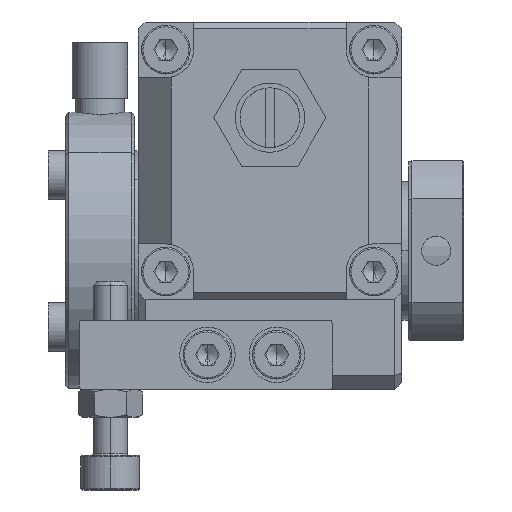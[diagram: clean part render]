
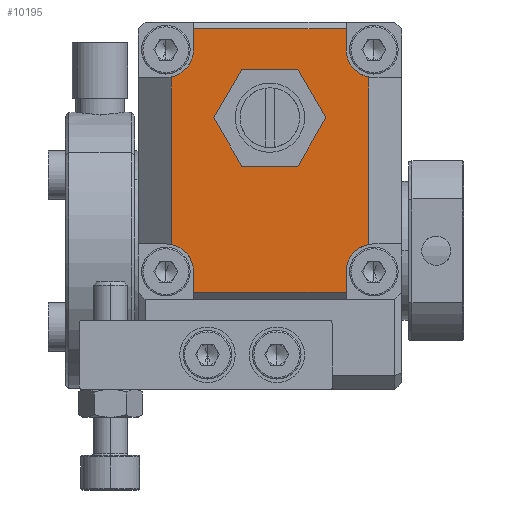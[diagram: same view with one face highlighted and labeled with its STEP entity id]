
A CAD part, left-side view. The second image highlights one B-rep face of the part: STEP entity #10195.
In plain terms, the highlighted face is planar.
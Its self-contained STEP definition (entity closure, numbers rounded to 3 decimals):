
#48 = AXIS2_PLACEMENT_3D ( 'NONE', #12523, #12532, #12533 ) ;
#1304 = CIRCLE ( 'NONE', #5262, 4.5 ) ;
#1811 = VECTOR ( 'NONE', #6513, 1000. ) ;
#1867 = LINE ( 'NONE', #6464, #2017 ) ;
#1872 = LINE ( 'NONE', #6709, #2227 ) ;
#1965 = LINE ( 'NONE', #6578, #2207 ) ;
#2010 = VECTOR ( 'NONE', #6618, 1000. ) ;
#2017 = VECTOR ( 'NONE', #6446, 1000. ) ;
#2056 = VECTOR ( 'NONE', #6639, 1000. ) ;
#2060 = VECTOR ( 'NONE', #6390, 1000. ) ;
#2061 = LINE ( 'NONE', #6450, #2237 ) ;
#2097 = LINE ( 'NONE', #6222, #2060 ) ;
#2126 = CIRCLE ( 'NONE', #20499, 4. ) ;
#2133 = LINE ( 'NONE', #6246, #2056 ) ;
#2148 = CIRCLE ( 'NONE', #20496, 4.5 ) ;
#2155 = LINE ( 'NONE', #6453, #2010 ) ;
#2158 = LINE ( 'NONE', #6522, #1811 ) ;
#2195 = CIRCLE ( 'NONE', #20495, 4. ) ;
#2207 = VECTOR ( 'NONE', #6719, 1000. ) ;
#2222 = CIRCLE ( 'NONE', #20497, 4. ) ;
#2227 = VECTOR ( 'NONE', #6444, 1000. ) ;
#2232 = CIRCLE ( 'NONE', #20494, 4. ) ;
#2237 = VECTOR ( 'NONE', #6680, 1000. ) ;
#4236 = EDGE_CURVE ( 'NONE', #5472, #5658, #2097, .T. ) ;
#4238 = EDGE_CURVE ( 'NONE', #5656, #5996, #2133, .T. ) ;
#4249 = EDGE_CURVE ( 'NONE', #5404, #5996, #1867, .T. ) ;
#4252 = EDGE_CURVE ( 'NONE', #5577, #5719, #2158, .T. ) ;
#4253 = EDGE_CURVE ( 'NONE', #5719, #5404, #2232, .T. ) ;
#4256 = EDGE_CURVE ( 'NONE', #5408, #6016, #2148, .T. ) ;
#4258 = EDGE_CURVE ( 'NONE', #5656, #5475, #2155, .T. ) ;
#4259 = EDGE_CURVE ( 'NONE', #5998, #5577, #2195, .T. ) ;
#4262 = EDGE_CURVE ( 'NONE', #5372, #5998, #1965, .T. ) ;
#4263 = EDGE_CURVE ( 'NONE', #5372, #5528, #2061, .T. ) ;
#4265 = EDGE_CURVE ( 'NONE', #5751, #5528, #1872, .T. ) ;
#4267 = EDGE_CURVE ( 'NONE', #5472, #5751, #2126, .T. ) ;
#4270 = EDGE_CURVE ( 'NONE', #5475, #5658, #2222, .T. ) ;
#5262 = AXIS2_PLACEMENT_3D ( 'NONE', #15739, #15745, #15747 ) ;
#5372 = VERTEX_POINT ( 'NONE', #15159 ) ;
#5404 = VERTEX_POINT ( 'NONE', #15288 ) ;
#5408 = VERTEX_POINT ( 'NONE', #14800 ) ;
#5472 = VERTEX_POINT ( 'NONE', #14567 ) ;
#5475 = VERTEX_POINT ( 'NONE', #14867 ) ;
#5528 = VERTEX_POINT ( 'NONE', #19586 ) ;
#5577 = VERTEX_POINT ( 'NONE', #19558 ) ;
#5656 = VERTEX_POINT ( 'NONE', #19625 ) ;
#5658 = VERTEX_POINT ( 'NONE', #19627 ) ;
#5719 = VERTEX_POINT ( 'NONE', #19661 ) ;
#5751 = VERTEX_POINT ( 'NONE', #19680 ) ;
#5996 = VERTEX_POINT ( 'NONE', #19707 ) ;
#5998 = VERTEX_POINT ( 'NONE', #19517 ) ;
#6016 = VERTEX_POINT ( 'NONE', #20186 ) ;
#6222 = CARTESIAN_POINT ( 'NONE',  ( -20., -14.25, 6. ) ) ;
#6246 = CARTESIAN_POINT ( 'NONE',  ( 19., 14.25, 6. ) ) ;
#6343 = DIRECTION ( 'NONE',  ( 0., 0., 1. ) ) ;
#6390 = DIRECTION ( 'NONE',  ( 1., 0., 0. ) ) ;
#6420 = DIRECTION ( 'NONE',  ( -1., 0., 0. ) ) ;
#6424 = DIRECTION ( 'NONE',  ( 0., 0., 1. ) ) ;
#6431 = DIRECTION ( 'NONE',  ( 0., 0., 1. ) ) ;
#6437 = DIRECTION ( 'NONE',  ( 0., 0., 1. ) ) ;
#6442 = CARTESIAN_POINT ( 'NONE',  ( -16., 15., 6. ) ) ;
#6444 = DIRECTION ( 'NONE',  ( -1., 0., 0. ) ) ;
#6446 = DIRECTION ( 'NONE',  ( 1., 0., 0. ) ) ;
#6450 = CARTESIAN_POINT ( 'NONE',  ( -19., -11., 6. ) ) ;
#6453 = CARTESIAN_POINT ( 'NONE',  ( 20., -11., 6. ) ) ;
#6455 = CARTESIAN_POINT ( 'NONE',  ( 16., -15., 6. ) ) ;
#6464 = CARTESIAN_POINT ( 'NONE',  ( 20., 11., 6. ) ) ;
#6513 = DIRECTION ( 'NONE',  ( 1., 0., 0. ) ) ;
#6522 = CARTESIAN_POINT ( 'NONE',  ( -20., 14.25, 6. ) ) ;
#6578 = CARTESIAN_POINT ( 'NONE',  ( -20., 11., 6. ) ) ;
#6582 = CARTESIAN_POINT ( 'NONE',  ( -16., -15., 6. ) ) ;
#6618 = DIRECTION ( 'NONE',  ( -1., 0., 0. ) ) ;
#6623 = DIRECTION ( 'NONE',  ( 1., 0., 0. ) ) ;
#6635 = DIRECTION ( 'NONE',  ( -1., 0., 0. ) ) ;
#6639 = DIRECTION ( 'NONE',  ( 0., 1., 0. ) ) ;
#6680 = DIRECTION ( 'NONE',  ( 0., -1., 0. ) ) ;
#6692 = CARTESIAN_POINT ( 'NONE',  ( 16., 15., 6. ) ) ;
#6697 = DIRECTION ( 'NONE',  ( 0., 0., 1. ) ) ;
#6709 = CARTESIAN_POINT ( 'NONE',  ( -20., -11., 6. ) ) ;
#6719 = DIRECTION ( 'NONE',  ( 1., 0., 0. ) ) ;
#6720 = DIRECTION ( 'NONE',  ( 1., 0., 0. ) ) ;
#6721 = CARTESIAN_POINT ( 'NONE',  ( 6.2, 0., 6. ) ) ;
#6731 = DIRECTION ( 'NONE',  ( 1., 0., 0. ) ) ;
#7175 = ORIENTED_EDGE ( 'NONE', *, *, #4265, .F. ) ;
#7179 = ORIENTED_EDGE ( 'NONE', *, *, #4262, .F. ) ;
#7180 = ORIENTED_EDGE ( 'NONE', *, *, #4263, .T. ) ;
#7181 = ORIENTED_EDGE ( 'NONE', *, *, #4259, .F. ) ;
#7184 = ORIENTED_EDGE ( 'NONE', *, *, #4256, .F. ) ;
#7187 = ORIENTED_EDGE ( 'NONE', *, *, #4267, .F. ) ;
#7193 = ORIENTED_EDGE ( 'NONE', *, *, #4270, .F. ) ;
#7209 = ORIENTED_EDGE ( 'NONE', *, *, #4252, .F. ) ;
#7210 = ORIENTED_EDGE ( 'NONE', *, *, #4253, .F. ) ;
#7211 = ORIENTED_EDGE ( 'NONE', *, *, #4249, .F. ) ;
#7212 = ORIENTED_EDGE ( 'NONE', *, *, #4258, .F. ) ;
#7213 = ORIENTED_EDGE ( 'NONE', *, *, #4238, .T. ) ;
#7214 = ORIENTED_EDGE ( 'NONE', *, *, #20421, .F. ) ;
#7222 = ORIENTED_EDGE ( 'NONE', *, *, #4236, .T. ) ;
#8644 = EDGE_LOOP ( 'NONE', ( #7212, #7213, #7211, #7210, #7209, #7181, #7179, #7180, #7175, #7187, #7222, #7193 ) ) ;
#8732 = EDGE_LOOP ( 'NONE', ( #7184, #7214 ) ) ;
#10195 = ADVANCED_FACE ( 'NONE', ( #16938, #16939 ), #12531, .T. ) ;
#12523 = CARTESIAN_POINT ( 'NONE',  ( -20., 14.25, 6. ) ) ;
#12531 = PLANE ( 'NONE',  #48 ) ;
#12532 = DIRECTION ( 'NONE',  ( 0., 0., 1. ) ) ;
#12533 = DIRECTION ( 'NONE',  ( 0., -1., 0. ) ) ;
#14567 = CARTESIAN_POINT ( 'NONE',  ( -12.071, -14.25, 6. ) ) ;
#14800 = CARTESIAN_POINT ( 'NONE',  ( 10.7, 0., 6. ) ) ;
#14867 = CARTESIAN_POINT ( 'NONE',  ( 16., -11., 6. ) ) ;
#15159 = CARTESIAN_POINT ( 'NONE',  ( -19., 11., 6. ) ) ;
#15288 = CARTESIAN_POINT ( 'NONE',  ( 16., 11., 6. ) ) ;
#15739 = CARTESIAN_POINT ( 'NONE',  ( 6.2, 0., 6. ) ) ;
#15745 = DIRECTION ( 'NONE',  ( 0., 0., 1. ) ) ;
#15747 = DIRECTION ( 'NONE',  ( 1., 0., 0. ) ) ;
#16938 = FACE_BOUND ( 'NONE', #8732, .T. ) ;
#16939 = FACE_OUTER_BOUND ( 'NONE', #8644, .T. ) ;
#19517 = CARTESIAN_POINT ( 'NONE',  ( -16., 11., 6. ) ) ;
#19558 = CARTESIAN_POINT ( 'NONE',  ( -12.071, 14.25, 6. ) ) ;
#19586 = CARTESIAN_POINT ( 'NONE',  ( -19., -11., 6. ) ) ;
#19625 = CARTESIAN_POINT ( 'NONE',  ( 19., -11., 6. ) ) ;
#19627 = CARTESIAN_POINT ( 'NONE',  ( 12.071, -14.25, 6. ) ) ;
#19661 = CARTESIAN_POINT ( 'NONE',  ( 12.071, 14.25, 6. ) ) ;
#19680 = CARTESIAN_POINT ( 'NONE',  ( -16., -11., 6. ) ) ;
#19707 = CARTESIAN_POINT ( 'NONE',  ( 19., 11., 6. ) ) ;
#20186 = CARTESIAN_POINT ( 'NONE',  ( 1.7, 0., 6. ) ) ;
#20421 = EDGE_CURVE ( 'NONE', #6016, #5408, #1304, .T. ) ;
#20494 = AXIS2_PLACEMENT_3D ( 'NONE', #6692, #6697, #6720 ) ;
#20495 = AXIS2_PLACEMENT_3D ( 'NONE', #6442, #6343, #6420 ) ;
#20496 = AXIS2_PLACEMENT_3D ( 'NONE', #6721, #6431, #6731 ) ;
#20497 = AXIS2_PLACEMENT_3D ( 'NONE', #6455, #6424, #6635 ) ;
#20499 = AXIS2_PLACEMENT_3D ( 'NONE', #6582, #6437, #6623 ) ;
